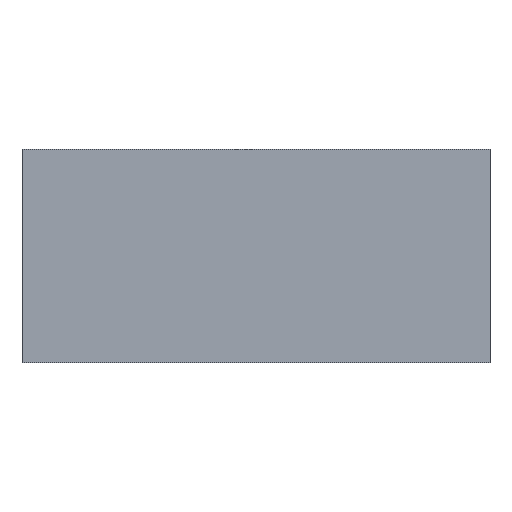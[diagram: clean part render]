
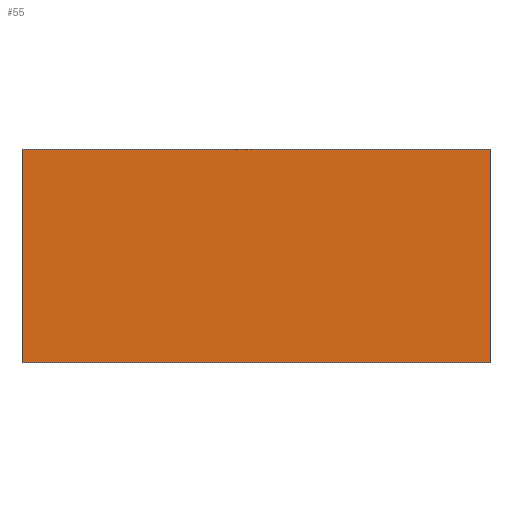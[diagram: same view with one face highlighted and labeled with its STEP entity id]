
A CAD part, front view. The second image highlights one B-rep face of the part: STEP entity #55.
In plain terms, the highlighted planar face has unit normal (0, -1, 0).
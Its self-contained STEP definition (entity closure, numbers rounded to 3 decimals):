
#1 = EDGE_LOOP ( 'NONE', ( #223, #69, #36, #249 ) ) ;
#7 = CARTESIAN_POINT ( 'NONE',  ( 441.954, 161.762, 247.529 ) ) ;
#8 = VECTOR ( 'NONE', #64, 1000. ) ;
#12 = LINE ( 'NONE', #169, #8 ) ;
#20 = VERTEX_POINT ( 'NONE', #126 ) ;
#22 = EDGE_CURVE ( 'NONE', #20, #192, #286, .T. ) ;
#30 = AXIS2_PLACEMENT_3D ( 'NONE', #193, #284, #146 ) ;
#33 = EDGE_CURVE ( 'NONE', #92, #225, #12, .T. ) ;
#36 = ORIENTED_EDGE ( 'NONE', *, *, #260, .F. ) ;
#39 = EDGE_CURVE ( 'NONE', #225, #20, #240, .T. ) ;
#45 = LINE ( 'NONE', #93, #63 ) ;
#51 = VECTOR ( 'NONE', #68, 1000. ) ;
#55 = ADVANCED_FACE ( 'NONE', ( #199 ), #128, .T. ) ;
#63 = VECTOR ( 'NONE', #267, 1000. ) ;
#64 = DIRECTION ( 'NONE',  ( 1., 0., 0. ) ) ;
#68 = DIRECTION ( 'NONE',  ( -1., 0., 0. ) ) ;
#69 = ORIENTED_EDGE ( 'NONE', *, *, #33, .F. ) ;
#86 = DIRECTION ( 'NONE',  ( 0., 0., -1. ) ) ;
#87 = CARTESIAN_POINT ( 'NONE',  ( 441.954, 161.762, 247.529 ) ) ;
#92 = VERTEX_POINT ( 'NONE', #256 ) ;
#93 = CARTESIAN_POINT ( 'NONE',  ( -550.046, 161.762, 247.529 ) ) ;
#126 = CARTESIAN_POINT ( 'NONE',  ( 441.954, 161.762, -204.471 ) ) ;
#128 = PLANE ( 'NONE',  #30 ) ;
#141 = CARTESIAN_POINT ( 'NONE',  ( -550.046, 161.762, -204.471 ) ) ;
#146 = DIRECTION ( 'NONE',  ( 0., 0., -1. ) ) ;
#169 = CARTESIAN_POINT ( 'NONE',  ( -550.046, 161.762, 247.529 ) ) ;
#192 = VERTEX_POINT ( 'NONE', #141 ) ;
#193 = CARTESIAN_POINT ( 'NONE',  ( -54.046, 161.762, 21.529 ) ) ;
#199 = FACE_OUTER_BOUND ( 'NONE', #1, .T. ) ;
#223 = ORIENTED_EDGE ( 'NONE', *, *, #39, .F. ) ;
#225 = VERTEX_POINT ( 'NONE', #7 ) ;
#240 = LINE ( 'NONE', #87, #253 ) ;
#249 = ORIENTED_EDGE ( 'NONE', *, *, #22, .F. ) ;
#253 = VECTOR ( 'NONE', #86, 1000. ) ;
#256 = CARTESIAN_POINT ( 'NONE',  ( -550.046, 161.762, 247.529 ) ) ;
#260 = EDGE_CURVE ( 'NONE', #192, #92, #45, .T. ) ;
#263 = CARTESIAN_POINT ( 'NONE',  ( -550.046, 161.762, -204.471 ) ) ;
#267 = DIRECTION ( 'NONE',  ( 0., 0., 1. ) ) ;
#284 = DIRECTION ( 'NONE',  ( 0., -1., 0. ) ) ;
#286 = LINE ( 'NONE', #263, #51 ) ;
